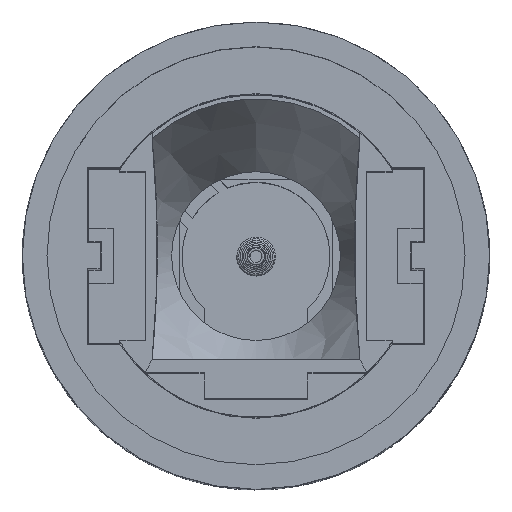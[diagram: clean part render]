
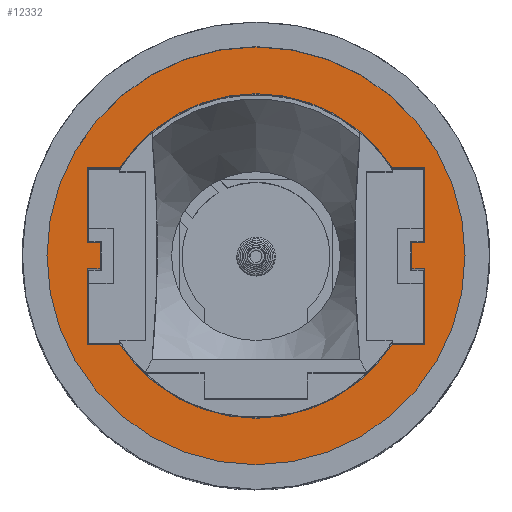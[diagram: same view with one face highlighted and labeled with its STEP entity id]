
A CAD part, top view. The second image highlights one B-rep face of the part: STEP entity #12332.
In plain terms, the highlighted planar face has unit normal (0, 0, 1).
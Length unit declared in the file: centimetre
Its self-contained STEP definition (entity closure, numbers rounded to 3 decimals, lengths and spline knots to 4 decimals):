
#204=FACE_BOUND('',#1643,.T.);
#408=PLANE('',#13232);
#960=FACE_OUTER_BOUND('',#1642,.T.);
#1642=EDGE_LOOP('',(#9671));
#1643=EDGE_LOOP('',(#9672,#9673,#9674,#9675,#9676,#9677,#9678,#9679,#9680,
#9681,#9682,#9683,#9684,#9685,#9686,#9687));
#2561=LINE('',#18706,#3857);
#2564=LINE('',#18711,#3860);
#2565=LINE('',#18714,#3861);
#2568=LINE('',#18720,#3864);
#2570=LINE('',#18725,#3866);
#2573=LINE('',#18730,#3869);
#2575=LINE('',#18734,#3871);
#2577=LINE('',#18738,#3873);
#2580=LINE('',#18746,#3876);
#2581=LINE('',#18749,#3877);
#2583=LINE('',#18753,#3879);
#2586=LINE('',#18760,#3882);
#2587=LINE('',#18763,#3883);
#2589=LINE('',#18766,#3885);
#3857=VECTOR('',#15238,1.);
#3860=VECTOR('',#15243,1.);
#3861=VECTOR('',#15246,1.);
#3864=VECTOR('',#15253,1.);
#3866=VECTOR('',#15257,1.);
#3869=VECTOR('',#15262,1.);
#3871=VECTOR('',#15266,1.);
#3873=VECTOR('',#15270,1.);
#3876=VECTOR('',#15279,1.);
#3877=VECTOR('',#15282,1.);
#3879=VECTOR('',#15286,1.);
#3882=VECTOR('',#15295,1.);
#3883=VECTOR('',#15298,1.);
#3885=VECTOR('',#15302,1.);
#4846=CIRCLE('',#13220,0.625);
#4847=CIRCLE('',#13225,0.625);
#4849=CIRCLE('',#13231,0.805);
#5586=VERTEX_POINT('',#18703);
#5587=VERTEX_POINT('',#18705);
#5588=VERTEX_POINT('',#18709);
#5589=VERTEX_POINT('',#18713);
#5590=VERTEX_POINT('',#18718);
#5591=VERTEX_POINT('',#18722);
#5592=VERTEX_POINT('',#18724);
#5593=VERTEX_POINT('',#18728);
#5594=VERTEX_POINT('',#18732);
#5595=VERTEX_POINT('',#18736);
#5596=VERTEX_POINT('',#18740);
#5597=VERTEX_POINT('',#18742);
#5598=VERTEX_POINT('',#18748);
#5599=VERTEX_POINT('',#18752);
#5600=VERTEX_POINT('',#18756);
#5601=VERTEX_POINT('',#18762);
#5603=VERTEX_POINT('',#18770);
#7057=EDGE_CURVE('',#5587,#5586,#2561,.T.);
#7060=EDGE_CURVE('',#5586,#5588,#2564,.T.);
#7061=EDGE_CURVE('',#5589,#5587,#2565,.T.);
#7064=EDGE_CURVE('',#5588,#5590,#2568,.T.);
#7066=EDGE_CURVE('',#5592,#5591,#2570,.T.);
#7069=EDGE_CURVE('',#5591,#5593,#2573,.T.);
#7071=EDGE_CURVE('',#5593,#5594,#2575,.T.);
#7073=EDGE_CURVE('',#5594,#5595,#2577,.T.);
#7075=EDGE_CURVE('',#5597,#5596,#4846,.T.);
#7077=EDGE_CURVE('',#5595,#5597,#2580,.T.);
#7078=EDGE_CURVE('',#5598,#5592,#2581,.T.);
#7080=EDGE_CURVE('',#5599,#5598,#2583,.T.);
#7082=EDGE_CURVE('',#5600,#5599,#4847,.T.);
#7084=EDGE_CURVE('',#5590,#5600,#2586,.T.);
#7085=EDGE_CURVE('',#5601,#5589,#2587,.T.);
#7087=EDGE_CURVE('',#5596,#5601,#2589,.T.);
#7090=EDGE_CURVE('',#5603,#5603,#4849,.T.);
#9671=ORIENTED_EDGE('',*,*,#7090,.T.);
#9672=ORIENTED_EDGE('',*,*,#7075,.T.);
#9673=ORIENTED_EDGE('',*,*,#7087,.T.);
#9674=ORIENTED_EDGE('',*,*,#7085,.T.);
#9675=ORIENTED_EDGE('',*,*,#7061,.T.);
#9676=ORIENTED_EDGE('',*,*,#7057,.T.);
#9677=ORIENTED_EDGE('',*,*,#7060,.T.);
#9678=ORIENTED_EDGE('',*,*,#7064,.T.);
#9679=ORIENTED_EDGE('',*,*,#7084,.T.);
#9680=ORIENTED_EDGE('',*,*,#7082,.T.);
#9681=ORIENTED_EDGE('',*,*,#7080,.T.);
#9682=ORIENTED_EDGE('',*,*,#7078,.T.);
#9683=ORIENTED_EDGE('',*,*,#7066,.T.);
#9684=ORIENTED_EDGE('',*,*,#7069,.T.);
#9685=ORIENTED_EDGE('',*,*,#7071,.T.);
#9686=ORIENTED_EDGE('',*,*,#7073,.T.);
#9687=ORIENTED_EDGE('',*,*,#7077,.T.);
#12332=ADVANCED_FACE('',(#960,#204),#408,.F.);
#13220=AXIS2_PLACEMENT_3D('',#18743,#15274,#15275);
#13225=AXIS2_PLACEMENT_3D('',#18757,#15290,#15291);
#13231=AXIS2_PLACEMENT_3D('',#18772,#15308,#15309);
#13232=AXIS2_PLACEMENT_3D('',#18773,#15310,#15311);
#15238=DIRECTION('',(0.,-1.,0.));
#15243=DIRECTION('',(1.,0.,0.));
#15246=DIRECTION('',(-1.,0.,0.));
#15253=DIRECTION('',(0.,-1.,0.));
#15257=DIRECTION('',(1.,0.,0.));
#15262=DIRECTION('',(0.,1.,0.));
#15266=DIRECTION('',(-1.,0.,0.));
#15270=DIRECTION('',(0.,1.,0.));
#15274=DIRECTION('center_axis',(0.,0.,-1.));
#15275=DIRECTION('ref_axis',(0.839,0.544,0.));
#15279=DIRECTION('',(1.,0.,0.));
#15282=DIRECTION('',(0.,1.,0.));
#15286=DIRECTION('',(-1.,0.,0.));
#15290=DIRECTION('center_axis',(0.,0.,-1.));
#15291=DIRECTION('ref_axis',(-0.839,-0.544,0.));
#15295=DIRECTION('',(-1.,0.,0.));
#15298=DIRECTION('',(0.,-1.,0.));
#15302=DIRECTION('',(1.,0.,0.));
#15308=DIRECTION('center_axis',(0.,0.,1.));
#15309=DIRECTION('ref_axis',(1.,0.,0.));
#15310=DIRECTION('center_axis',(0.,0.,-1.));
#15311=DIRECTION('ref_axis',(1.,0.,0.));
#18703=CARTESIAN_POINT('',(0.6,-0.05,2.7809));
#18705=CARTESIAN_POINT('',(0.6,0.05,2.7809));
#18706=CARTESIAN_POINT('',(0.6,0.025,2.7809));
#18709=CARTESIAN_POINT('',(0.65,-0.05,2.7809));
#18711=CARTESIAN_POINT('',(0.3,-0.05,2.7809));
#18713=CARTESIAN_POINT('',(0.65,0.05,2.7809));
#18714=CARTESIAN_POINT('',(0.325,0.05,2.7809));
#18718=CARTESIAN_POINT('',(0.65,-0.34,2.7809));
#18720=CARTESIAN_POINT('',(0.65,0.025,2.7809));
#18722=CARTESIAN_POINT('',(-0.6,-0.05,2.7809));
#18724=CARTESIAN_POINT('',(-0.65,-0.05,2.7809));
#18725=CARTESIAN_POINT('',(-0.325,-0.05,2.7809));
#18728=CARTESIAN_POINT('',(-0.6,0.05,2.7809));
#18730=CARTESIAN_POINT('',(-0.6,-0.025,2.7809));
#18732=CARTESIAN_POINT('',(-0.65,0.05,2.7809));
#18734=CARTESIAN_POINT('',(-0.3,0.05,2.7809));
#18736=CARTESIAN_POINT('',(-0.65,0.34,2.7809));
#18738=CARTESIAN_POINT('',(-0.65,0.025,2.7809));
#18740=CARTESIAN_POINT('',(0.5244,0.34,2.7809));
#18742=CARTESIAN_POINT('',(-0.5244,0.34,2.7809));
#18743=CARTESIAN_POINT('Origin',(0.,0.,2.7809));
#18746=CARTESIAN_POINT('',(-0.2622,0.34,2.7809));
#18748=CARTESIAN_POINT('',(-0.65,-0.34,2.7809));
#18749=CARTESIAN_POINT('',(-0.65,0.025,2.7809));
#18752=CARTESIAN_POINT('',(-0.5244,-0.34,2.7809));
#18753=CARTESIAN_POINT('',(-0.325,-0.34,2.7809));
#18756=CARTESIAN_POINT('',(0.5244,-0.34,2.7809));
#18757=CARTESIAN_POINT('Origin',(0.,0.,2.7809));
#18760=CARTESIAN_POINT('',(0.2622,-0.34,2.7809));
#18762=CARTESIAN_POINT('',(0.65,0.34,2.7809));
#18763=CARTESIAN_POINT('',(0.65,0.025,2.7809));
#18766=CARTESIAN_POINT('',(0.325,0.34,2.7809));
#18770=CARTESIAN_POINT('',(-0.805,0.,2.7809));
#18772=CARTESIAN_POINT('Origin',(0.,0.,2.7809));
#18773=CARTESIAN_POINT('Origin',(0.,0.,2.7809));
